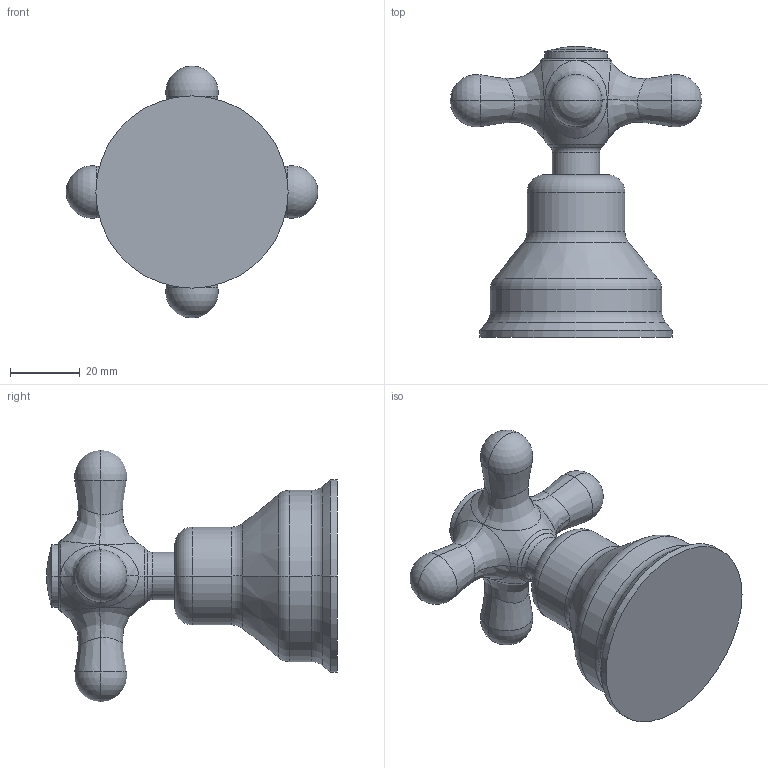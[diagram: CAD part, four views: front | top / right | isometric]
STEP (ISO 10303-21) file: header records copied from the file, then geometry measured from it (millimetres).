
FILE_DESCRIPTION((''),'2;1');
FILE_NAME('IRV150CR','2021-11-10T17:15:58',('ut3'),('PAFFONI SpA'),'CREO PARAMETRIC BY PTC INC, 2020044','CREO PARAMETRIC BY PTC INC, 2020044','');
FILE_SCHEMA(('CONFIG_CONTROL_DESIGN','SHAPE_APPEARANCE_LAYERS_GROUPS'));
Length unit declared in the file: millimetre
Products named in the file (1): IRV150CR
Bounding box: 72 x 83.2 x 72 mm (x, y, z)
Volume: 82841.3 mm3; surface area: 15178 mm2
Topology: 1 solids, 1 shells, 67 faces, 150 edges, 77 vertices
Faces by surface type: bspline 18, cone 16, torus 12, cylinder 10, sphere 8, plane 3
Entity records: 3735 total; most frequent: CARTESIAN_POINT 1831, DIRECTION 300, ORIENTED_EDGE 280, EDGE_CURVE 140, AXIS2_PLACEMENT_3D 137, CIRCLE 88, VERTEX_POINT 77, EDGE_LOOP 69
